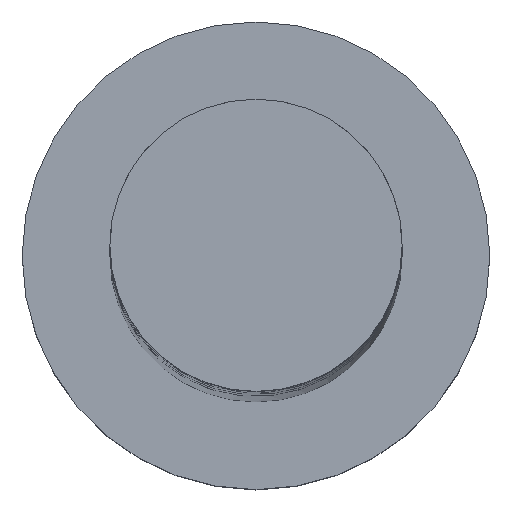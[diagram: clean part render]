
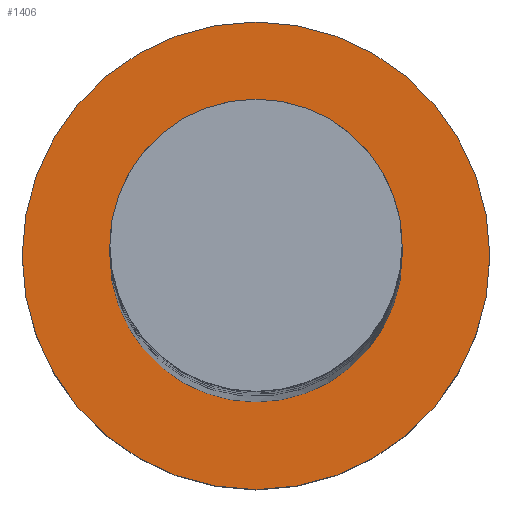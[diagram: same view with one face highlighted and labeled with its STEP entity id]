
A CAD part, top view. The second image highlights one B-rep face of the part: STEP entity #1406.
In plain terms, the highlighted planar face has unit normal (0, 0, 1).
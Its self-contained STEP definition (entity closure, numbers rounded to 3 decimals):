
#35 = DIRECTION ( 'NONE',  ( 0., 0., 1. ) ) ;
#57 = CARTESIAN_POINT ( 'NONE',  ( 0., 0., 5. ) ) ;
#121 = EDGE_CURVE ( 'NONE', #445, #409, #419, .T. ) ;
#142 = AXIS2_PLACEMENT_3D ( 'NONE', #57, #606, #1603 ) ;
#380 = EDGE_CURVE ( 'NONE', #914, #519, #1370, .T. ) ;
#409 = VERTEX_POINT ( 'NONE', #486 ) ;
#419 = CIRCLE ( 'NONE', #1051, 6. ) ;
#423 = CARTESIAN_POINT ( 'NONE',  ( 0., 0., 5. ) ) ;
#445 = VERTEX_POINT ( 'NONE', #1298 ) ;
#462 = AXIS2_PLACEMENT_3D ( 'NONE', #1142, #497, #668 ) ;
#464 = ORIENTED_EDGE ( 'NONE', *, *, #1198, .T. ) ;
#474 = ORIENTED_EDGE ( 'NONE', *, *, #1162, .F. ) ;
#486 = CARTESIAN_POINT ( 'NONE',  ( -6., 0., 5. ) ) ;
#497 = DIRECTION ( 'NONE',  ( 0., 0., 1. ) ) ;
#519 = VERTEX_POINT ( 'NONE', #580 ) ;
#535 = CARTESIAN_POINT ( 'NONE',  ( 0., 0., 5. ) ) ;
#551 = CIRCLE ( 'NONE', #745, 6. ) ;
#555 = DIRECTION ( 'NONE',  ( 1., 0., 0. ) ) ;
#580 = CARTESIAN_POINT ( 'NONE',  ( -3.75, 0., 5. ) ) ;
#590 = CARTESIAN_POINT ( 'NONE',  ( 3.75, 0., 5. ) ) ;
#603 = EDGE_LOOP ( 'NONE', ( #464, #800 ) ) ;
#606 = DIRECTION ( 'NONE',  ( 0., 0., 1. ) ) ;
#610 = DIRECTION ( 'NONE',  ( 0., 0., 1. ) ) ;
#668 = DIRECTION ( 'NONE',  ( 1., 0., 0. ) ) ;
#745 = AXIS2_PLACEMENT_3D ( 'NONE', #898, #1276, #1180 ) ;
#800 = ORIENTED_EDGE ( 'NONE', *, *, #121, .T. ) ;
#818 = CIRCLE ( 'NONE', #462, 3.75 ) ;
#842 = AXIS2_PLACEMENT_3D ( 'NONE', #535, #610, #866 ) ;
#854 = FACE_BOUND ( 'NONE', #1005, .T. ) ;
#866 = DIRECTION ( 'NONE',  ( 1., 0., 0. ) ) ;
#898 = CARTESIAN_POINT ( 'NONE',  ( 0., 0., 5. ) ) ;
#914 = VERTEX_POINT ( 'NONE', #590 ) ;
#980 = ORIENTED_EDGE ( 'NONE', *, *, #380, .F. ) ;
#992 = FACE_OUTER_BOUND ( 'NONE', #603, .T. ) ;
#1005 = EDGE_LOOP ( 'NONE', ( #474, #980 ) ) ;
#1051 = AXIS2_PLACEMENT_3D ( 'NONE', #423, #35, #555 ) ;
#1142 = CARTESIAN_POINT ( 'NONE',  ( 0., 0., 5. ) ) ;
#1162 = EDGE_CURVE ( 'NONE', #519, #914, #818, .T. ) ;
#1180 = DIRECTION ( 'NONE',  ( 1., 0., 0. ) ) ;
#1198 = EDGE_CURVE ( 'NONE', #409, #445, #551, .T. ) ;
#1276 = DIRECTION ( 'NONE',  ( 0., 0., 1. ) ) ;
#1298 = CARTESIAN_POINT ( 'NONE',  ( 6., 0., 5. ) ) ;
#1370 = CIRCLE ( 'NONE', #842, 3.75 ) ;
#1373 = PLANE ( 'NONE',  #142 ) ;
#1406 = ADVANCED_FACE ( 'NONE', ( #854, #992 ), #1373, .T. ) ;
#1603 = DIRECTION ( 'NONE',  ( 1., 0., 0. ) ) ;
